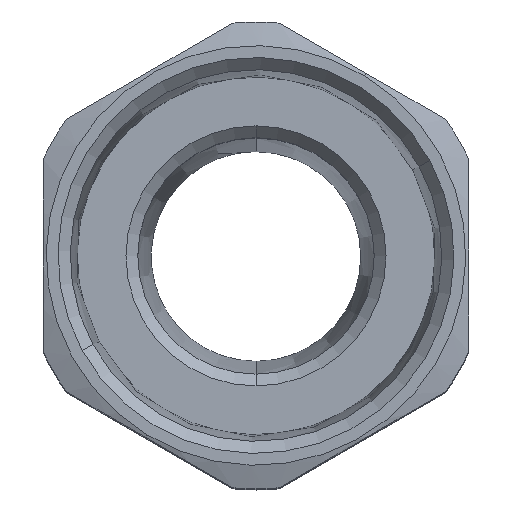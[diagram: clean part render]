
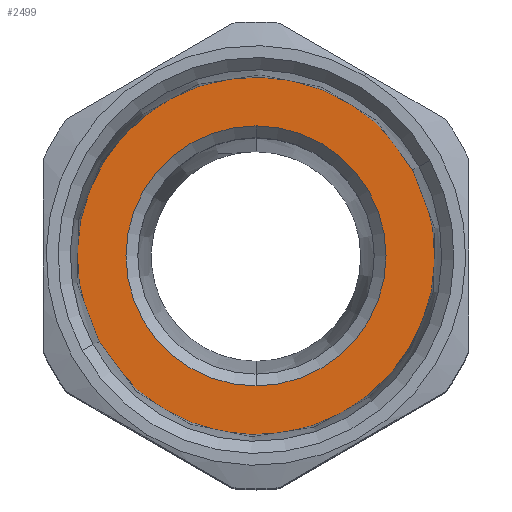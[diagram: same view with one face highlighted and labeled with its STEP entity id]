
A CAD part, top view. The second image highlights one B-rep face of the part: STEP entity #2499.
In plain terms, the highlighted planar face has unit normal (0, 0, 1).
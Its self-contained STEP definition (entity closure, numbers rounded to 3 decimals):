
#2461=AXIS2_PLACEMENT_3D('Plane Axis2P3D',#2458,#2459,#2460) ;
#2465=AXIS2_PLACEMENT_3D('Circle Axis2P3D',#2463,#2464,$) ;
#2474=AXIS2_PLACEMENT_3D('Circle Axis2P3D',#2472,#2473,$) ;
#2483=AXIS2_PLACEMENT_3D('Circle Axis2P3D',#2481,#2482,$) ;
#2492=AXIS2_PLACEMENT_3D('Circle Axis2P3D',#2490,#2491,$) ;
#2458=CARTESIAN_POINT('Axis2P3D Location',(33.128,19.75,56.75)) ;
#2463=CARTESIAN_POINT('Axis2P3D Location',(18.,19.75,56.75)) ;
#2467=CARTESIAN_POINT('Vertex',(4.724,12.497,56.75)) ;
#2469=CARTESIAN_POINT('Vertex',(31.276,27.003,56.75)) ;
#2472=CARTESIAN_POINT('Axis2P3D Location',(18.,19.75,56.75)) ;
#2481=CARTESIAN_POINT('Axis2P3D Location',(18.,19.75,56.75)) ;
#2485=CARTESIAN_POINT('Vertex',(18.,30.75,56.75)) ;
#2487=CARTESIAN_POINT('Vertex',(18.,8.75,56.75)) ;
#2490=CARTESIAN_POINT('Axis2P3D Location',(18.,19.75,56.75)) ;
#2459=DIRECTION('Axis2P3D Direction',(0.,0.,1.)) ;
#2460=DIRECTION('Axis2P3D XDirection',(0.,1.,0.)) ;
#2464=DIRECTION('Axis2P3D Direction',(0.,0.,1.)) ;
#2473=DIRECTION('Axis2P3D Direction',(0.,0.,1.)) ;
#2482=DIRECTION('Axis2P3D Direction',(0.,0.,1.)) ;
#2491=DIRECTION('Axis2P3D Direction',(0.,0.,1.)) ;
#2478=ORIENTED_EDGE('',*,*,#2471,.T.) ;
#2479=ORIENTED_EDGE('',*,*,#2476,.T.) ;
#2496=ORIENTED_EDGE('',*,*,#2489,.F.) ;
#2497=ORIENTED_EDGE('',*,*,#2494,.F.) ;
#2498=FACE_BOUND('',#2495,.T.) ;
#2499=ADVANCED_FACE('Body',(#2480,#2498),#2462,.T.) ;
#2466=CIRCLE('generated circle',#2465,15.128) ;
#2475=CIRCLE('generated circle',#2474,15.128) ;
#2484=CIRCLE('generated circle',#2483,11.) ;
#2493=CIRCLE('generated circle',#2492,11.) ;
#2471=EDGE_CURVE('',#2468,#2470,#2466,.T.) ;
#2476=EDGE_CURVE('',#2470,#2468,#2475,.T.) ;
#2489=EDGE_CURVE('',#2486,#2488,#2484,.T.) ;
#2494=EDGE_CURVE('',#2488,#2486,#2493,.T.) ;
#2477=EDGE_LOOP('',(#2478,#2479)) ;
#2495=EDGE_LOOP('',(#2496,#2497)) ;
#2480=FACE_OUTER_BOUND('',#2477,.T.) ;
#2462=PLANE('',#2461) ;
#2468=VERTEX_POINT('',#2467) ;
#2470=VERTEX_POINT('',#2469) ;
#2486=VERTEX_POINT('',#2485) ;
#2488=VERTEX_POINT('',#2487) ;
